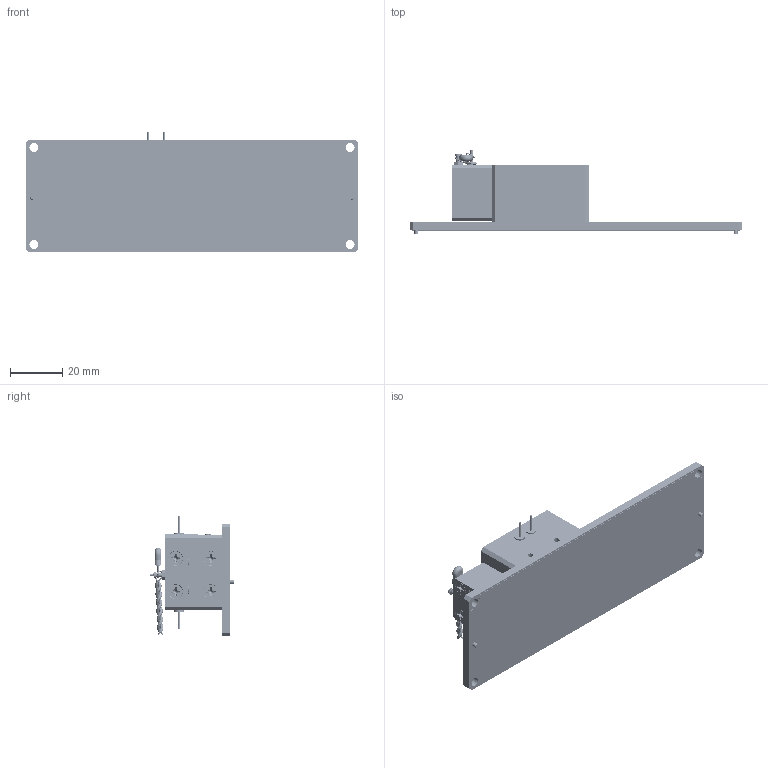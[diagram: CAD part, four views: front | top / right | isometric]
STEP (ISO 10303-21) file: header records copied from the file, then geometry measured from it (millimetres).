
FILE_DESCRIPTION (( 'STEP AP203' ), '1' );
FILE_NAME ('SSS-35307-20M-D1.STEP', '2019-07-03T21:43:58', ( '' ), ( '' ), 'SwSTEP 2.0', 'SolidWorks 2016', '' );
FILE_SCHEMA (( 'CONFIG_CONTROL_DESIGN' ));
Products named in the file (1): SSS-35307-20M-D1
Bounding box: 127 x 32.32 x 46.23 mm (x, y, z)
Volume: 45166.9 mm3; surface area: 43112.8 mm2
Topology: 48 solids, 48 shells, 2337 faces, 6228 edges, 4027 vertices
Faces by surface type: cylinder 1412, plane 460, cone 393, bspline 62, torus 10
Entity records: 115614 total; most frequent: CARTESIAN_POINT 63839, ORIENTED_EDGE 12316, DIRECTION 9287, EDGE_CURVE 6158, VERTEX_POINT 4027, AXIS2_PLACEMENT_3D 3513, EDGE_LOOP 2637, FACE_OUTER_BOUND 2337
